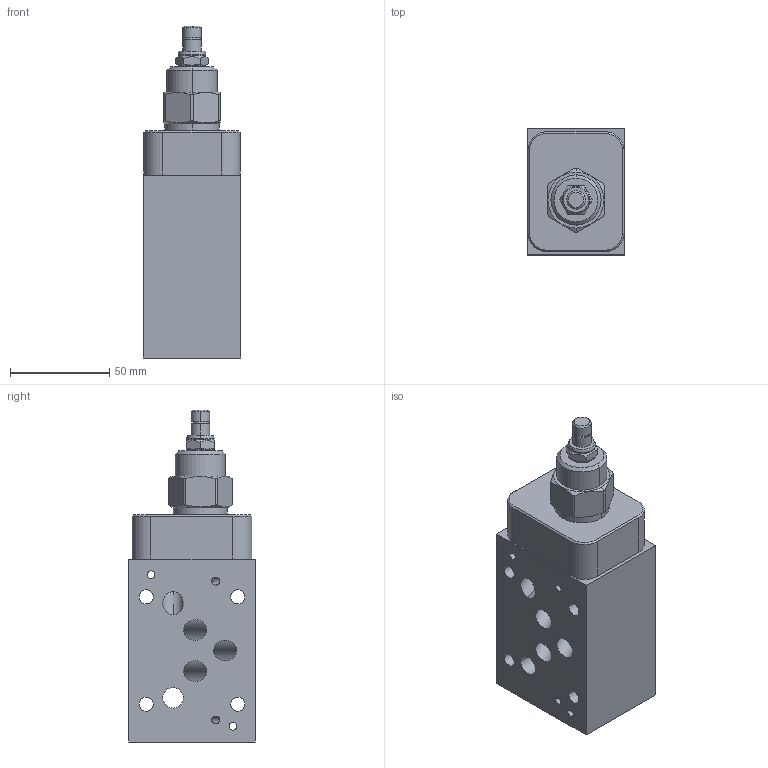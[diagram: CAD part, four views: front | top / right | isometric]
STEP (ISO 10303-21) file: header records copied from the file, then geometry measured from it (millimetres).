
FILE_DESCRIPTION((''),'2;1');
FILE_NAME('MANIFOLD_STP1_ASM','2009-04-07T',('Administrator'),(''),'PRO/ENGINEER BY PARAMETRIC TECHNOLOGY CORPORATION, 2006240','PRO/ENGINEER BY PARAMETRIC TECHNOLOGY CORPORATION, 2006240','');
FILE_SCHEMA(('CONFIG_CONTROL_DESIGN'));
Length unit declared in the file: inch
Products named in the file (3): 150717003E_PRT; RPGCLAN-CJP-T_CART_PRT; MANIFOLD_STP1_ASM
Assembly tree (2 placements, depth 2):
  MANIFOLD_STP1_ASM
    150717003E_PRT
    RPGCLAN-CJP-T_CART_PRT
Bounding box: 49.23 x 63.5 x 167.08 mm (x, y, z)
Surface area: 64259.6 mm2 (no closed solid volume)
Topology: 0 solids, 9 shells, 266 faces, 668 edges, 424 vertices
Faces by surface type: cylinder 124, plane 57, cone 52, torus 29, sphere 4
Entity records: 8993 total; most frequent: CARTESIAN_POINT 2414, DIRECTION 1427, ORIENTED_EDGE 1312, EDGE_CURVE 664, AXIS2_PLACEMENT_3D 598, VERTEX_POINT 424, CIRCLE 327, EDGE_LOOP 317
